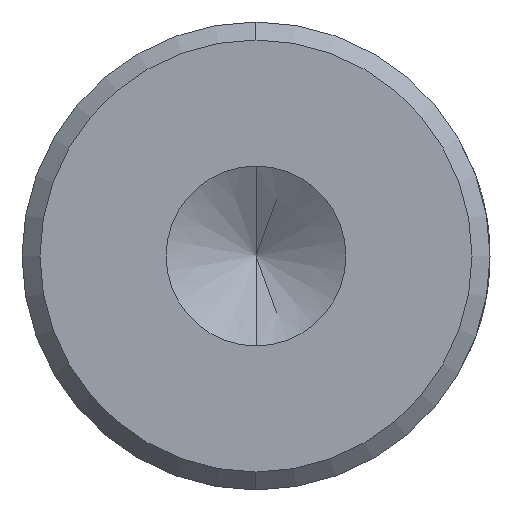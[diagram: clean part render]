
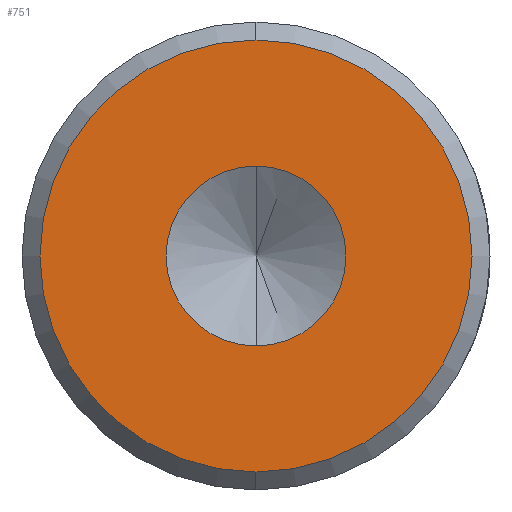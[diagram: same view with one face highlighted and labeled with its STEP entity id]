
A CAD part, left-side view. The second image highlights one B-rep face of the part: STEP entity #751.
In plain terms, the highlighted planar face has unit normal (-1, 0, 0).
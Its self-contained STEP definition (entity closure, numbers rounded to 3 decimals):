
#21 = ORIENTED_EDGE ( 'NONE', *, *, #378, .T. ) ;
#60 = EDGE_LOOP ( 'NONE', ( #534, #663 ) ) ;
#80 = VERTEX_POINT ( 'NONE', #1133 ) ;
#95 = CARTESIAN_POINT ( 'NONE',  ( 0., 0., -2.5 ) ) ;
#98 = CIRCLE ( 'NONE', #1129, 6.001 ) ;
#104 = CARTESIAN_POINT ( 'NONE',  ( 0., 0., 0. ) ) ;
#191 = EDGE_CURVE ( 'NONE', #670, #80, #574, .T. ) ;
#210 = DIRECTION ( 'NONE',  ( 0., 0., 1. ) ) ;
#226 = DIRECTION ( 'NONE',  ( -1., 0., 0. ) ) ;
#229 = DIRECTION ( 'NONE',  ( -1., 0., 0. ) ) ;
#251 = ORIENTED_EDGE ( 'NONE', *, *, #521, .T. ) ;
#270 = AXIS2_PLACEMENT_3D ( 'NONE', #410, #1202, #626 ) ;
#297 = AXIS2_PLACEMENT_3D ( 'NONE', #104, #821, #210 ) ;
#332 = AXIS2_PLACEMENT_3D ( 'NONE', #473, #1161, #580 ) ;
#364 = CARTESIAN_POINT ( 'NONE',  ( 0., 0., -6.001 ) ) ;
#378 = EDGE_CURVE ( 'NONE', #1023, #1273, #98, .T. ) ;
#410 = CARTESIAN_POINT ( 'NONE',  ( 0., 0., 0. ) ) ;
#441 = AXIS2_PLACEMENT_3D ( 'NONE', #838, #226, #938 ) ;
#458 = EDGE_CURVE ( 'NONE', #80, #670, #657, .T. ) ;
#473 = CARTESIAN_POINT ( 'NONE',  ( 0., 0., 0. ) ) ;
#521 = EDGE_CURVE ( 'NONE', #1273, #1023, #566, .T. ) ;
#534 = ORIENTED_EDGE ( 'NONE', *, *, #458, .F. ) ;
#566 = CIRCLE ( 'NONE', #441, 6.001 ) ;
#574 = CIRCLE ( 'NONE', #332, 2.5 ) ;
#580 = DIRECTION ( 'NONE',  ( 0., 0., 1. ) ) ;
#612 = CARTESIAN_POINT ( 'NONE',  ( 0., 0., 6.001 ) ) ;
#626 = DIRECTION ( 'NONE',  ( 0., 0., 1. ) ) ;
#657 = CIRCLE ( 'NONE', #297, 2.5 ) ;
#663 = ORIENTED_EDGE ( 'NONE', *, *, #191, .F. ) ;
#670 = VERTEX_POINT ( 'NONE', #95 ) ;
#751 = ADVANCED_FACE ( 'NONE', ( #1125, #1094 ), #1112, .T. ) ;
#821 = DIRECTION ( 'NONE',  ( -1., 0., 0. ) ) ;
#838 = CARTESIAN_POINT ( 'NONE',  ( 0., 0., 0. ) ) ;
#840 = CARTESIAN_POINT ( 'NONE',  ( 0., 0., 0. ) ) ;
#938 = DIRECTION ( 'NONE',  ( 0., 0., 1. ) ) ;
#940 = DIRECTION ( 'NONE',  ( 0., 0., 1. ) ) ;
#1023 = VERTEX_POINT ( 'NONE', #364 ) ;
#1094 = FACE_BOUND ( 'NONE', #60, .T. ) ;
#1112 = PLANE ( 'NONE',  #270 ) ;
#1125 = FACE_OUTER_BOUND ( 'NONE', #1215, .T. ) ;
#1129 = AXIS2_PLACEMENT_3D ( 'NONE', #840, #229, #940 ) ;
#1133 = CARTESIAN_POINT ( 'NONE',  ( 0., 0., 2.5 ) ) ;
#1161 = DIRECTION ( 'NONE',  ( -1., 0., 0. ) ) ;
#1202 = DIRECTION ( 'NONE',  ( -1., 0., 0. ) ) ;
#1215 = EDGE_LOOP ( 'NONE', ( #21, #251 ) ) ;
#1273 = VERTEX_POINT ( 'NONE', #612 ) ;
